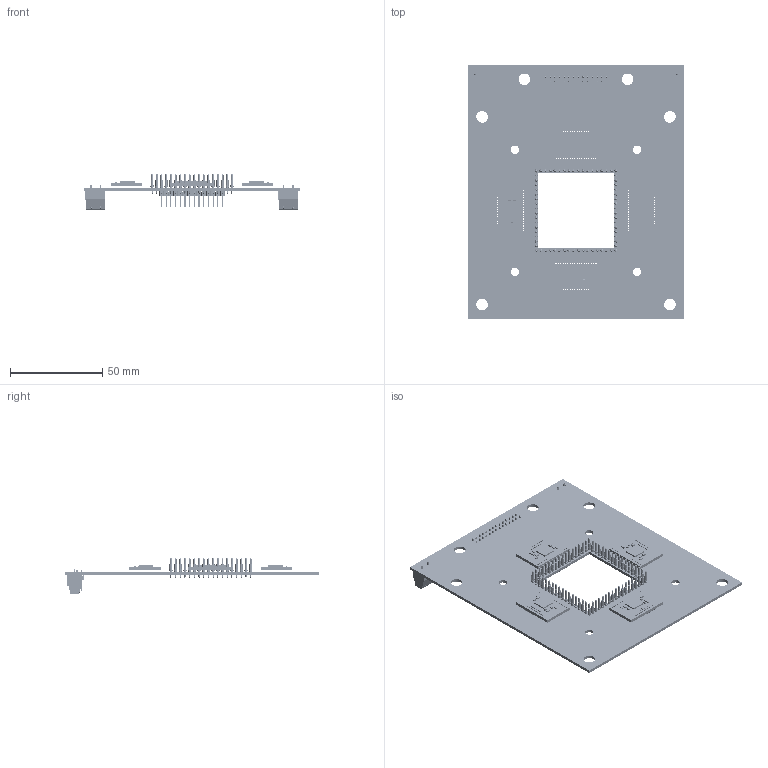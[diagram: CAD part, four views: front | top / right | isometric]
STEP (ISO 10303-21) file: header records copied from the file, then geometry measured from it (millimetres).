
FILE_DESCRIPTION(('Open CASCADE Model'),'2;1');
FILE_NAME('Open CASCADE Shape Model','2023-04-03T12:25:22',('Author'),( 'Open CASCADE'),'Open CASCADE STEP processor 7.5','Open CASCADE 7.5' ,'Unknown');
FILE_SCHEMA(('AUTOMOTIVE_DESIGN { 1 0 10303 214 1 1 1 1 }'));
Length unit declared in the file: millimetre
Products named in the file (64): PCB; Board; Open CASCADE STEP translator 7.5 8.1.1; M4; Neural_Interface; Open CASCADE STEP translator 7.5 1.1.1; C5; 6296655344; Extruded; 6296655104; RREF; 6296654544; 6296654384; R3; 6271603456; Mid_Body; Terminal; Open CASCADE STEP translator 6.8 2.2.1; Mark; RE0; RE1; R2; R1; U1; QFN-44-1EP_7x7mm_P0.5mm_EP5.15x5.15mm; C4; 6271602736; Open CASCADE STEP translator 6.8 2.1.1; Open CASCADE STEP translator 6.8 2.1.2; C3; 6271603936; C2; C1; 6271607056; M2; M3; M1; J3; 1729128; mkdsn_1.5-2-5.08 ...
Assembly tree (173 placements, depth 7):
  PCB
    Board
      Open CASCADE STEP translator 7.5 8.1.1
    M4
      Neural_Interface
        Board
          Open CASCADE STEP translator 7.5 1.1.1
        C5
          6296655344  x2
            Extruded
          6296655104
            Extruded
        RREF
          6296654544
            Extruded
          6296654384  x2
            Extruded
        R3
          6271603456
            Mid_Body
            Terminal  x2
              Open CASCADE STEP translator 6.8 2.2.1
            Mark
        RE0
          6296654544
            Extruded
          6296654384  x2
            Extruded
        RE1
          6296654544
            Extruded
          6296654384  x2
            Extruded
        R2
          6271603456
            Mid_Body
            Terminal  x2
              Open CASCADE STEP translator 6.8 2.2.1
            Mark
        R1
          6271603456
            Mid_Body
            Terminal  x2
              Open CASCADE STEP translator 6.8 2.2.1
            Mark
        U1
          QFN-44-1EP_7x7mm_P0.5mm_EP5.15x5.15mm
        C4
          6271602736
            Terminal
              Open CASCADE STEP translator 6.8 2.1.1
              Open CASCADE STEP translator 6.8 2.1.2
            Mid_Body
              Open CASCADE STEP translator 6.8 2.2.1
        C3
          6271603936
            Terminal
              Open CASCADE STEP translator 6.8 2.1.1
              Open CASCADE STEP translator 6.8 2.1.2
            Mid_Body
Bounding box: 116.84 x 137.16 x 19.3 mm (x, y, z)
Volume: 27806.7 mm3; surface area: 41004.6 mm2
Topology: 252 solids, 252 shells, 5726 faces, 13978 edges, 8732 vertices
Faces by surface type: plane 3150, cylinder 1744, sphere 416, cone 416
Full cylindrical faces by diameter (mm): 0.5 x4, 0.65 x240, 0.736 x68, 1.1 x28, 1.3 x4, 4.5 x4, 6.3 x6
Entity records: 46639 total; most frequent: CARTESIAN_POINT 7127, DIRECTION 6925, ORIENTED_EDGE 6574, EDGE_CURVE 3287, LINE 2397, VECTOR 2397, AXIS2_PLACEMENT_3D 2264, VERTEX_POINT 2150
